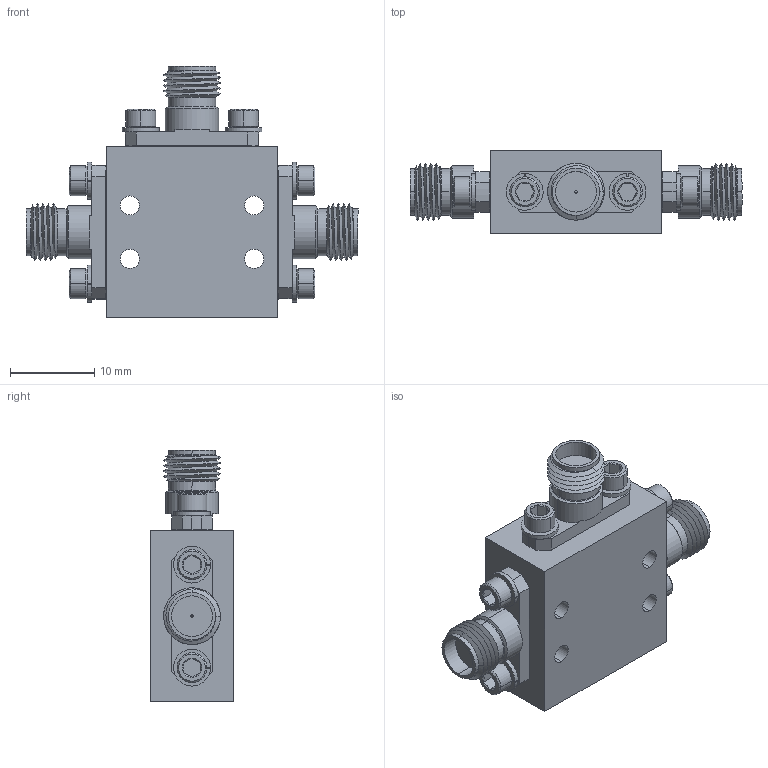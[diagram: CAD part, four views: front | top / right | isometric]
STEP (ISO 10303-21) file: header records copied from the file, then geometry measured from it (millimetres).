
FILE_DESCRIPTION (( 'STEP AP203' ), '1' );
FILE_NAME ('SFB-11340312KFKFSF-N1-M.STEP', '2018-08-27T18:54:44', ( '' ), ( '' ), 'SwSTEP 2.0', 'SolidWorks 2016', '' );
FILE_SCHEMA (( 'CONFIG_CONTROL_DESIGN' ));
Length unit declared in the file: inch
Products named in the file (1): SFB-11340312KFKFSF-N1-M
Bounding box: 39.37 x 9.91 x 29.84 mm (x, y, z)
Surface area: 3581.2 mm2 (no closed solid volume)
Topology: 0 solids, 17 shells, 292 faces, 715 edges, 450 vertices
Faces by surface type: plane 117, cone 84, cylinder 79, torus 6, bspline 6
Entity records: 10350 total; most frequent: CARTESIAN_POINT 3444, DIRECTION 1497, ORIENTED_EDGE 1285, EDGE_CURVE 715, AXIS2_PLACEMENT_3D 571, VERTEX_POINT 450, VECTOR 355, LINE 355
